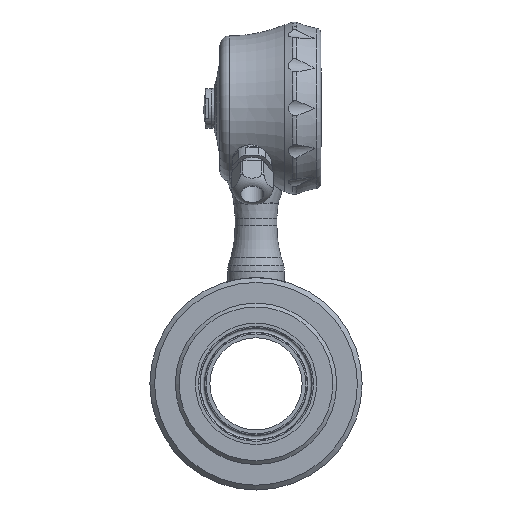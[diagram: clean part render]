
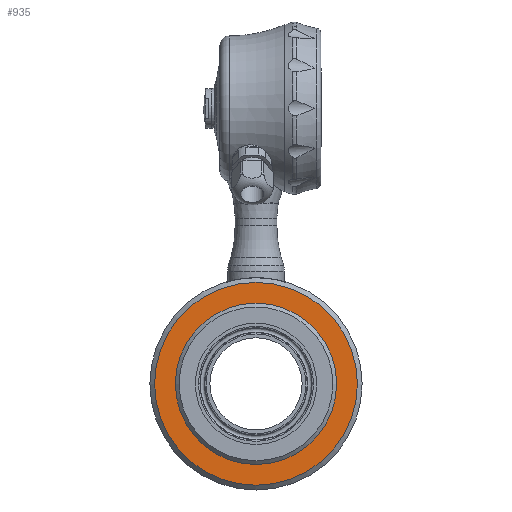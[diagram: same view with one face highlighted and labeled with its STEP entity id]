
A CAD part, front view. The second image highlights one B-rep face of the part: STEP entity #935.
In plain terms, the highlighted planar face has unit normal (0, -1, 0).
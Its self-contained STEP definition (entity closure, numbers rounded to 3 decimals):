
#935 = ADVANCED_FACE( 'NONE', ( #2239, #2240 ), #2241, .F. );
#2239 = FACE_OUTER_BOUND( '', #4222, .T. );
#2240 = FACE_BOUND( '', #4223, .T. );
#2241 = PLANE( '', #4224 );
#4222 = EDGE_LOOP( '', ( #7489 ) );
#4223 = EDGE_LOOP( '', ( #7490 ) );
#4224 = AXIS2_PLACEMENT_3D( '', #7491, #7492, #7493 );
#7489 = ORIENTED_EDGE( '', *, *, #11319, .T. );
#7490 = ORIENTED_EDGE( '', *, *, #11320, .F. );
#7491 = CARTESIAN_POINT( '', ( -160.369, -50., -160.369 ) );
#7492 = DIRECTION( '', ( 0., 1., 0. ) );
#7493 = DIRECTION( '', ( -1., 0., 0. ) );
#11319 = EDGE_CURVE( 'NONE', #13715, #13715, #13716, .T. );
#11320 = EDGE_CURVE( 'NONE', #13717, #13717, #13718, .T. );
#13715 = VERTEX_POINT( '', #19011 );
#13716 = CIRCLE( '', #19012, 53.456 );
#13717 = VERTEX_POINT( '', #19013 );
#13718 = CIRCLE( '', #19014, 42.5 );
#19011 = CARTESIAN_POINT( '', ( 0., -50., -53.456 ) );
#19012 = AXIS2_PLACEMENT_3D( '', #22729, #22730, #22731 );
#19013 = CARTESIAN_POINT( '', ( 0., -50., -42.5 ) );
#19014 = AXIS2_PLACEMENT_3D( '', #22732, #22733, #22734 );
#22729 = CARTESIAN_POINT( '', ( 0., -50., 0. ) );
#22730 = DIRECTION( '', ( 0., -1., 0. ) );
#22731 = DIRECTION( '', ( 0., 0., -1. ) );
#22732 = CARTESIAN_POINT( '', ( 0., -50., 0. ) );
#22733 = DIRECTION( '', ( 0., -1., 0. ) );
#22734 = DIRECTION( '', ( 0., 0., -1. ) );
